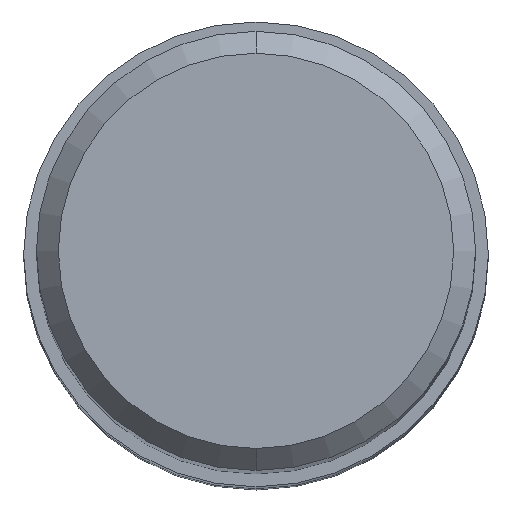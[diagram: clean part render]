
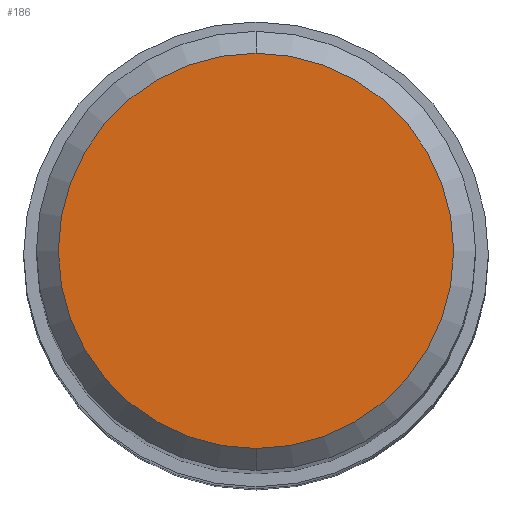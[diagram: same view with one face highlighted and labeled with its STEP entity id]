
A CAD part, top view. The second image highlights one B-rep face of the part: STEP entity #186.
In plain terms, the highlighted planar face has unit normal (0, 0, 1).
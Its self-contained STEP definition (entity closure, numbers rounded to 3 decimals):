
#98=VERTEX_POINT('',#243);
#116=EDGE_CURVE('',#142,#98,#262,.T.);
#142=VERTEX_POINT('',#293);
#186=ADVANCED_FACE('',(#345),#346,.T.);
#202=EDGE_CURVE('',#98,#142,#363,.T.);
#243=CARTESIAN_POINT('',(0.,-5.4,0.0));
#262=CIRCLE('',#420,5.4);
#293=CARTESIAN_POINT('',(0.0,5.4,0.0));
#345=FACE_OUTER_BOUND('',#523,.T.);
#346=PLANE('',#524);
#363=CIRCLE('',#549,5.4);
#420=AXIS2_PLACEMENT_3D('',#593,#594,#595);
#523=EDGE_LOOP('',(#716,#717));
#524=AXIS2_PLACEMENT_3D('',#718,#719,#720);
#549=AXIS2_PLACEMENT_3D('',#735,#736,#737);
#593=CARTESIAN_POINT('',(0.0,0.0,0.0));
#594=DIRECTION('',(0.0,0.0,-1.0));
#595=DIRECTION('',(0.0,1.0,0.0));
#716=ORIENTED_EDGE('',*,*,#116,.F.);
#717=ORIENTED_EDGE('',*,*,#202,.F.);
#718=CARTESIAN_POINT('',(0.0,2.7,0.0));
#719=DIRECTION('',(-0.0,0.0,1.0));
#720=DIRECTION('',(0.0,-1.0,0.0));
#735=CARTESIAN_POINT('',(0.0,0.0,0.0));
#736=DIRECTION('',(0.0,0.0,-1.0));
#737=DIRECTION('',(0.0,1.0,0.0));
